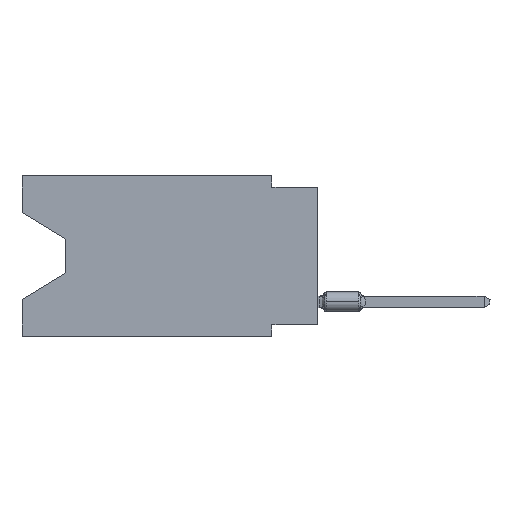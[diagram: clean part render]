
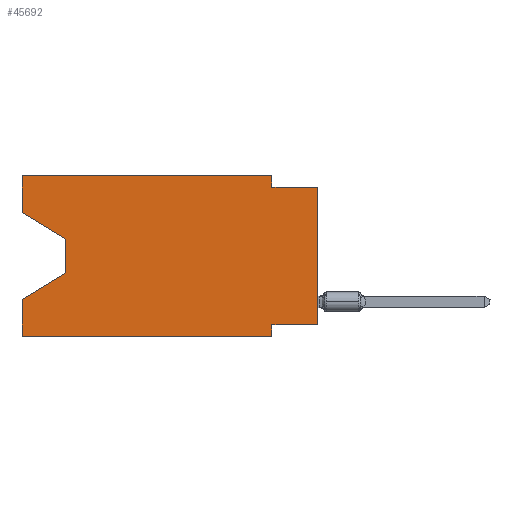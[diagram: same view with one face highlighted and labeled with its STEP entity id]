
A CAD part, left-side view. The second image highlights one B-rep face of the part: STEP entity #45692.
In plain terms, the highlighted planar face has unit normal (-1, 0, 0).
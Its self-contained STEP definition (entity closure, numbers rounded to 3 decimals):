
#333 = VERTEX_POINT ( 'NONE', #29831 ) ;
#973 = CARTESIAN_POINT ( 'NONE',  ( 0., 13.97, -3.505 ) ) ;
#1474 = CARTESIAN_POINT ( 'NONE',  ( 0., 13.97, -3.505 ) ) ;
#2172 = CARTESIAN_POINT ( 'NONE',  ( 0., 2.54, -8.89 ) ) ;
#2231 = FACE_OUTER_BOUND ( 'NONE', #50916, .T. ) ;
#2704 = DIRECTION ( 'NONE',  ( 0., 0., 1. ) ) ;
#2725 = EDGE_CURVE ( 'NONE', #10681, #27760, #33819, .T. ) ;
#2889 = DIRECTION ( 'NONE',  ( 0., 0., -1. ) ) ;
#3548 = VECTOR ( 'NONE', #46353, 1000. ) ;
#4409 = ORIENTED_EDGE ( 'NONE', *, *, #12951, .T. ) ;
#5547 = LINE ( 'NONE', #29383, #26141 ) ;
#5713 = CARTESIAN_POINT ( 'NONE',  ( 0., 16.383, 0. ) ) ;
#6238 = CARTESIAN_POINT ( 'NONE',  ( 0., 2.54, -0.635 ) ) ;
#6267 = EDGE_CURVE ( 'NONE', #39444, #33918, #30038, .T. ) ;
#7451 = CARTESIAN_POINT ( 'NONE',  ( 0., 13.97, -5.385 ) ) ;
#8074 = CARTESIAN_POINT ( 'NONE',  ( 0., 16.383, -8.89 ) ) ;
#8472 = LINE ( 'NONE', #973, #13024 ) ;
#9967 = VECTOR ( 'NONE', #37308, 1000. ) ;
#10113 = EDGE_CURVE ( 'NONE', #27760, #19331, #45463, .T. ) ;
#10191 = EDGE_CURVE ( 'NONE', #23382, #19331, #19033, .T. ) ;
#10681 = VERTEX_POINT ( 'NONE', #46673 ) ;
#10888 = CARTESIAN_POINT ( 'NONE',  ( 0., 16.383, -6.852 ) ) ;
#11292 = VERTEX_POINT ( 'NONE', #45208 ) ;
#12810 = VECTOR ( 'NONE', #28958, 1000. ) ;
#12951 = EDGE_CURVE ( 'NONE', #31856, #32086, #43792, .T. ) ;
#13024 = VECTOR ( 'NONE', #48884, 1000. ) ;
#13970 = VECTOR ( 'NONE', #45723, 1000. ) ;
#14137 = CARTESIAN_POINT ( 'NONE',  ( 0., 2.54, 0. ) ) ;
#14223 = ORIENTED_EDGE ( 'NONE', *, *, #29002, .F. ) ;
#15742 = ORIENTED_EDGE ( 'NONE', *, *, #6267, .F. ) ;
#17780 = CARTESIAN_POINT ( 'NONE',  ( 0., 16.383, 0. ) ) ;
#18033 = DIRECTION ( 'NONE',  ( 1., 0., 0. ) ) ;
#18527 = EDGE_CURVE ( 'NONE', #333, #35971, #49280, .T. ) ;
#19033 = LINE ( 'NONE', #43346, #33534 ) ;
#19095 = EDGE_CURVE ( 'NONE', #23382, #333, #43717, .T. ) ;
#19331 = VERTEX_POINT ( 'NONE', #23857 ) ;
#20788 = VECTOR ( 'NONE', #23689, 1000. ) ;
#21388 = CARTESIAN_POINT ( 'NONE',  ( 0., 0., -0.635 ) ) ;
#21558 = EDGE_CURVE ( 'NONE', #32086, #11292, #8472, .T. ) ;
#22576 = CARTESIAN_POINT ( 'NONE',  ( 0., 2.54, -8.89 ) ) ;
#23036 = ORIENTED_EDGE ( 'NONE', *, *, #10191, .T. ) ;
#23232 = ORIENTED_EDGE ( 'NONE', *, *, #19095, .F. ) ;
#23382 = VERTEX_POINT ( 'NONE', #50197 ) ;
#23531 = VECTOR ( 'NONE', #27911, 1000. ) ;
#23592 = VECTOR ( 'NONE', #25268, 1000. ) ;
#23689 = DIRECTION ( 'NONE',  ( 0., -1., 0. ) ) ;
#23857 = CARTESIAN_POINT ( 'NONE',  ( 0., 0., -0.635 ) ) ;
#24971 = EDGE_CURVE ( 'NONE', #31856, #40614, #41181, .T. ) ;
#25103 = ORIENTED_EDGE ( 'NONE', *, *, #10113, .F. ) ;
#25185 = VECTOR ( 'NONE', #2889, 1000. ) ;
#25268 = DIRECTION ( 'NONE',  ( 0., -1., 0. ) ) ;
#25411 = EDGE_CURVE ( 'NONE', #11292, #33918, #31535, .T. ) ;
#26069 = ORIENTED_EDGE ( 'NONE', *, *, #25411, .T. ) ;
#26141 = VECTOR ( 'NONE', #40519, 1000. ) ;
#27760 = VERTEX_POINT ( 'NONE', #6238 ) ;
#27911 = DIRECTION ( 'NONE',  ( 0., 0.855, -0.519 ) ) ;
#28958 = DIRECTION ( 'NONE',  ( 0., 1., 0. ) ) ;
#29002 = EDGE_CURVE ( 'NONE', #40614, #10681, #5547, .T. ) ;
#29383 = CARTESIAN_POINT ( 'NONE',  ( 0., 16.383, 0. ) ) ;
#29831 = CARTESIAN_POINT ( 'NONE',  ( 0., 2.54, -8.255 ) ) ;
#30038 = LINE ( 'NONE', #5713, #9967 ) ;
#30547 = VECTOR ( 'NONE', #50803, 1000. ) ;
#31179 = AXIS2_PLACEMENT_3D ( 'NONE', #17780, #18033, #33832 ) ;
#31535 = LINE ( 'NONE', #7451, #23531 ) ;
#31856 = VERTEX_POINT ( 'NONE', #50191 ) ;
#32086 = VERTEX_POINT ( 'NONE', #1474 ) ;
#33534 = VECTOR ( 'NONE', #2704, 1000. ) ;
#33819 = LINE ( 'NONE', #14137, #13970 ) ;
#33832 = DIRECTION ( 'NONE',  ( 0., 0., -1. ) ) ;
#33918 = VERTEX_POINT ( 'NONE', #10888 ) ;
#35072 = CARTESIAN_POINT ( 'NONE',  ( 0., 16.383, -8.89 ) ) ;
#35971 = VERTEX_POINT ( 'NONE', #2172 ) ;
#37308 = DIRECTION ( 'NONE',  ( 0., 0., 1. ) ) ;
#37452 = PLANE ( 'NONE',  #31179 ) ;
#38056 = CARTESIAN_POINT ( 'NONE',  ( 0., 16.383, 0. ) ) ;
#38762 = EDGE_CURVE ( 'NONE', #39444, #35971, #46484, .T. ) ;
#39444 = VERTEX_POINT ( 'NONE', #8074 ) ;
#40161 = CARTESIAN_POINT ( 'NONE',  ( 0., 16.383, -2.038 ) ) ;
#40519 = DIRECTION ( 'NONE',  ( 0., -1., 0. ) ) ;
#40614 = VERTEX_POINT ( 'NONE', #47974 ) ;
#41181 = LINE ( 'NONE', #38056, #3548 ) ;
#43346 = CARTESIAN_POINT ( 'NONE',  ( 0., 0., 0. ) ) ;
#43717 = LINE ( 'NONE', #44221, #12810 ) ;
#43792 = LINE ( 'NONE', #40161, #30547 ) ;
#44221 = CARTESIAN_POINT ( 'NONE',  ( 0., 0., -8.255 ) ) ;
#44518 = ORIENTED_EDGE ( 'NONE', *, *, #2725, .F. ) ;
#45208 = CARTESIAN_POINT ( 'NONE',  ( 0., 13.97, -5.385 ) ) ;
#45463 = LINE ( 'NONE', #21388, #23592 ) ;
#45660 = ORIENTED_EDGE ( 'NONE', *, *, #18527, .F. ) ;
#45692 = ADVANCED_FACE ( 'NONE', ( #2231 ), #37452, .F. ) ;
#45723 = DIRECTION ( 'NONE',  ( 0., 0., -1. ) ) ;
#46353 = DIRECTION ( 'NONE',  ( 0., 0., 1. ) ) ;
#46484 = LINE ( 'NONE', #35072, #20788 ) ;
#46673 = CARTESIAN_POINT ( 'NONE',  ( 0., 2.54, 0. ) ) ;
#47397 = ORIENTED_EDGE ( 'NONE', *, *, #21558, .T. ) ;
#47974 = CARTESIAN_POINT ( 'NONE',  ( 0., 16.383, 0. ) ) ;
#48884 = DIRECTION ( 'NONE',  ( 0., 0., -1. ) ) ;
#49280 = LINE ( 'NONE', #22576, #25185 ) ;
#50191 = CARTESIAN_POINT ( 'NONE',  ( 0., 16.383, -2.038 ) ) ;
#50197 = CARTESIAN_POINT ( 'NONE',  ( 0., 0., -8.255 ) ) ;
#50268 = ORIENTED_EDGE ( 'NONE', *, *, #24971, .F. ) ;
#50803 = DIRECTION ( 'NONE',  ( 0., -0.855, -0.519 ) ) ;
#50821 = ORIENTED_EDGE ( 'NONE', *, *, #38762, .T. ) ;
#50916 = EDGE_LOOP ( 'NONE', ( #4409, #47397, #26069, #15742, #50821, #45660, #23232, #23036, #25103, #44518, #14223, #50268 ) ) ;
